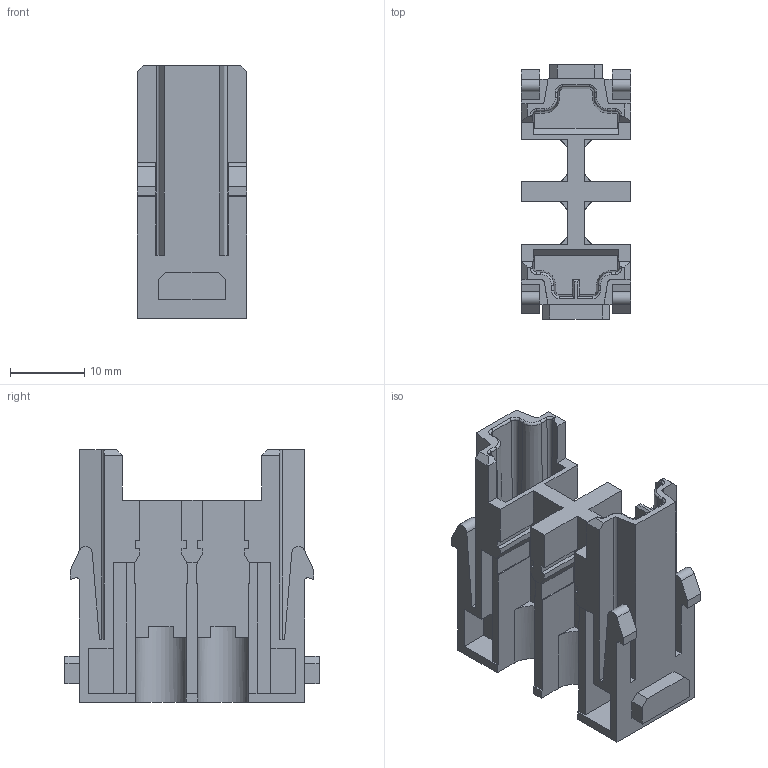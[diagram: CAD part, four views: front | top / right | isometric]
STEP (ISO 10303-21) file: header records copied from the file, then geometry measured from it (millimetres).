
FILE_DESCRIPTION(/* description */ (''),/* implementation_level */ '2;1');
FILE_NAME(/* name */ '100101578ugm000_c.stp',/* time_stamp */ '2017-10-30T15:18:45+01:00',/* author */ (''),/* organization */ (''),/* preprocessor_version */ 'ST-DEVELOPER v16',/* originating_system */ 'SIEMENS PLM Software NX 10.0',/* authorisation */ '');
FILE_SCHEMA (('AUTOMOTIVE_DESIGN { 1 0 10303 214 3 1 1 1 }'));
Length unit declared in the file: millimetre
Products named in the file (1): 100101578ugm000_c
Bounding box: 14.7 x 34.2 x 34 mm (x, y, z)
Volume: 5311.4 mm3; surface area: 7888.2 mm2
Topology: 1 solids, 1 shells, 442 faces, 1294 edges, 971 vertices
Faces by surface type: plane 362, cylinder 44, cone 12, bspline 12, extrusion 12
Full cylindrical faces by diameter (mm): 0.55 x1, 0.65 x1, 1.8 x2, 3 x1
Entity records: 16024 total; most frequent: CARTESIAN_POINT 3504, ORIENTED_EDGE 2404, DIRECTION 2190, EDGE_CURVE 1202, VECTOR 1080, LINE 1068, VERTEX_POINT 794, AXIS2_PLACEMENT_3D 555
